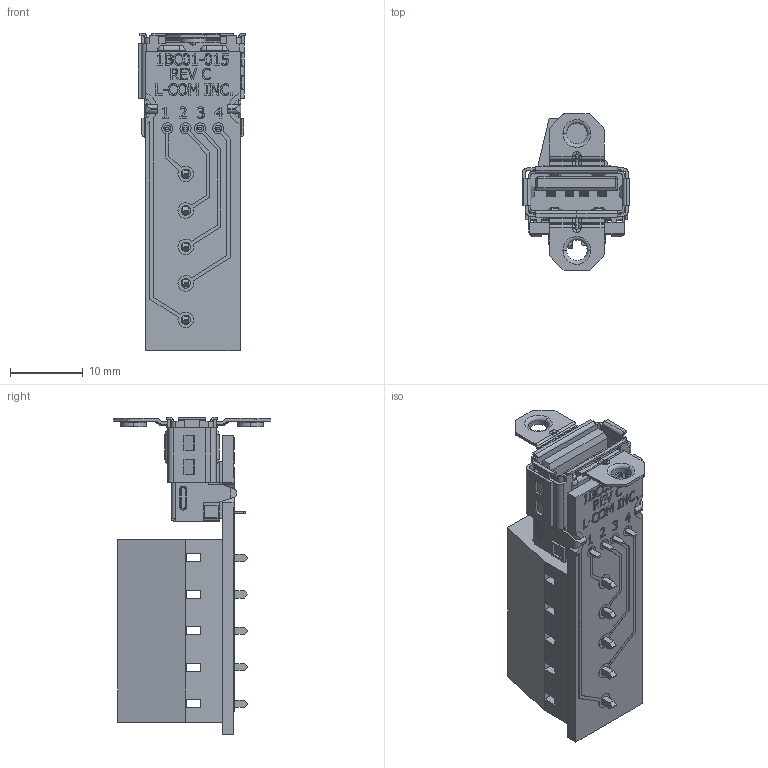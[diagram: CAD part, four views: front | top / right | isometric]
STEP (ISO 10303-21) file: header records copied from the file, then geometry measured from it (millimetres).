
FILE_DESCRIPTION (( 'STEP AP203' ), '1' );
FILE_NAME ('USBAFT.STEP', '2014-01-08T21:04:03', ( 'x' ), ( '' ), 'SwSTEP 2.0', 'SolidWorks 2012', '' );
FILE_SCHEMA (( 'CONFIG_CONTROL_DESIGN' ));
Length unit declared in the file: inch
Products named in the file (7): USBAFT; USBAFT-MA3_4-40 x .187 FLAT HEAD SCREW; 1AM07-080; 1AA05-034_Crimped; 1AA05-034-SUZHOU-MA2___; 1AA05-034-SUZHOU-MA1_Crimped; 1BC01-015
Assembly tree (10 placements, depth 3):
  USBAFT
    1BC01-015
    1AA05-034_Crimped
      1AA05-034-SUZHOU-MA1_Crimped
      1AA05-034-SUZHOU-MA2___
    1AM07-080
    USBAFT-MA3_4-40 x .187 FLAT HEAD SCREW  x5
Bounding box: 14.72 x 21.5 x 43.46 mm (x, y, z)
Volume: 4699.3 mm3; surface area: 6076.9 mm2
Topology: 9 solids, 9 shells, 1548 faces, 4273 edges, 2794 vertices
Faces by surface type: plane 880, cylinder 353, bspline 223, torus 90, cone 2
Entity records: 55547 total; most frequent: CARTESIAN_POINT 18287, ORIENTED_EDGE 8110, DIRECTION 6771, EDGE_CURVE 4055, LINE 2721, VECTOR 2721, VERTEX_POINT 2650, AXIS2_PLACEMENT_3D 2025
